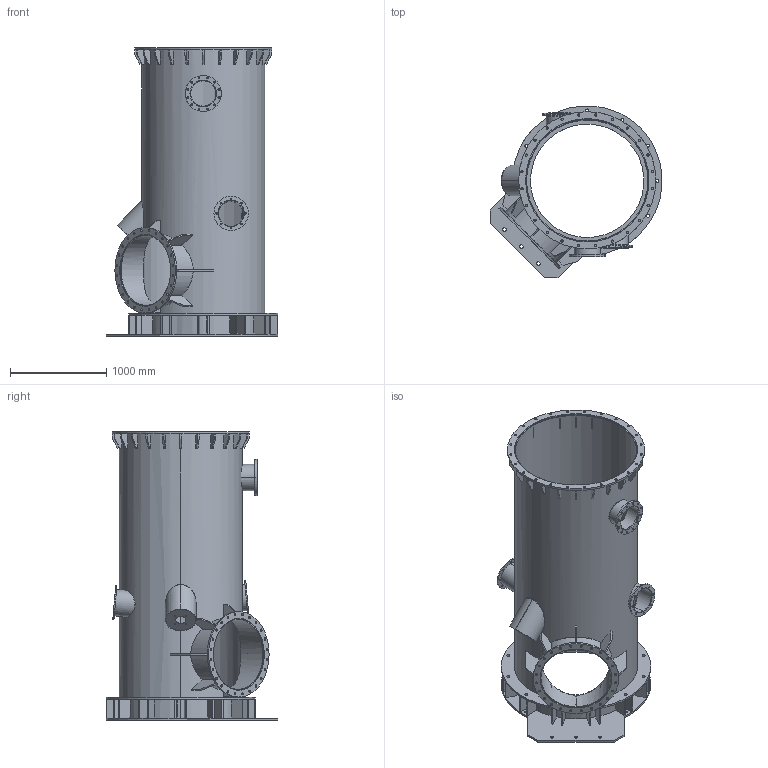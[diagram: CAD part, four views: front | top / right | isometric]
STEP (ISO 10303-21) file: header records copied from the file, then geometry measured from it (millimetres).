
FILE_DESCRIPTION(('STEP AP214'),'1');
FILE_NAME('Lower-segment-solid.stp','2022-02-16T12:56:53',(' '),(' '),'Spatial InterOp 3D',' ',' ');
FILE_SCHEMA(('AUTOMOTIVE_DESIGN { 1 0 10303 214 1 1 1 1 }'));
Length unit declared in the file: metre
Products named in the file (23): Stump connector 7; Pal_5c_X_5c_E1st; Dacapo DN250_273.0 mm Slip on flange, EN, TYPE 01A, 4404, EN-1092 type 01A, PN6; Incinerator lower piece; Mantle; Flange II.; Base plate; Flange I.; EgetoAlsoElem_Borda2; EgetoAlsoElem_Csonk2; Flange III.; End Plate; Socket; Flange IV.; EgetoAlsoElem_Csonk1; EgetoAlsoElem_Borda4; EgetoAlsoElem_Borda3; Dacapo GWD2086945; Tube; EgetoAlsoElem_Borda5; EgetoAlsoElem_Borda6; EgetoAlsoElem_Borda1; Lower-segment-solid
Assembly tree (74 placements, depth 4):
  Lower-segment-solid
    Incinerator lower piece
      Stump connector 7
        Pal_5c_X_5c_E1st
        Dacapo DN250_273.0 mm Slip on flange, EN, TYPE 01A, 4404, EN-1092 type 01A, PN6
      Mantle
      Flange II.
      Base plate
      Flange I.
      EgetoAlsoElem_Borda2  x24
      EgetoAlsoElem_Csonk2  x2
      Flange III.  x2
      End Plate
      Socket
      Flange IV.
      EgetoAlsoElem_Csonk1
      EgetoAlsoElem_Borda4
      EgetoAlsoElem_Borda3
      Dacapo GWD2086945
      Tube
      EgetoAlsoElem_Borda5  x2
      EgetoAlsoElem_Borda6  x4
      EgetoAlsoElem_Borda1  x24
Bounding box: 1788.24 x 1788.24 x 3000 mm (x, y, z)
Volume: 160080795 mm3; surface area: 33205028.5 mm2
Topology: 72 solids, 72 shells, 1848 faces, 4798 edges, 3178 vertices
Faces by surface type: plane 769, bspline 606, cylinder 408, cone 60, torus 4, sphere 1
Entity records: 193441 total; most frequent: CARTESIAN_POINT 157266, ORIENTED_EDGE 7650, DIRECTION 5205, EDGE_CURVE 3825, VERTEX_POINT 2529, EDGE_LOOP 1754, AXIS2_PLACEMENT_3D 1753, LINE 1699
